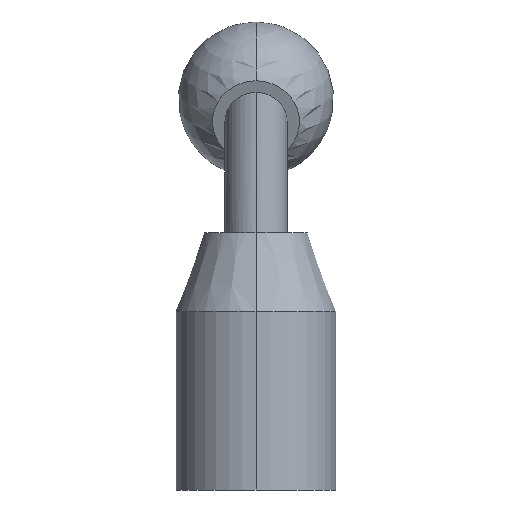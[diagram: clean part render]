
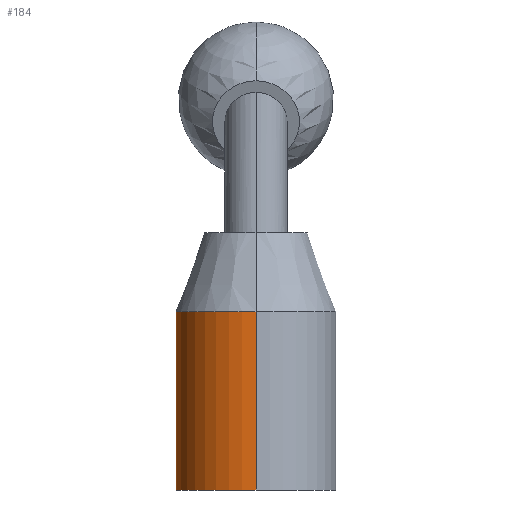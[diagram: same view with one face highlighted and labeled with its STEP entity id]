
A CAD part, left-side view. The second image highlights one B-rep face of the part: STEP entity #184.
In plain terms, the highlighted cylindrical face has radius 18 mm (diameter 36 mm), a partial arc.
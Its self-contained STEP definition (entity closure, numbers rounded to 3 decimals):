
#162=EDGE_CURVE('',#266,#254,#378,.T.);
#166=EDGE_CURVE('',#270,#288,#384,.T.);
#184=ADVANCED_FACE('',(#404),#405,.T.);
#194=EDGE_CURVE('',#254,#270,#417,.T.);
#212=EDGE_CURVE('',#266,#288,#437,.T.);
#254=VERTEX_POINT('',#482);
#266=VERTEX_POINT('',#494);
#270=VERTEX_POINT('',#498);
#288=VERTEX_POINT('',#517);
#378=LINE('',#615,#616);
#384=LINE('',#623,#624);
#404=FACE_OUTER_BOUND('',#650,.T.);
#405=CYLINDRICAL_SURFACE('',#651,18.0);
#417=CIRCLE('',#683,18.0);
#437=CIRCLE('',#710,18.0);
#482=CARTESIAN_POINT('',(18.0,0.0,40.146));
#494=CARTESIAN_POINT('',(18.0,0.0,0.0));
#498=CARTESIAN_POINT('',(-18.0,0.,40.146));
#517=CARTESIAN_POINT('',(-18.0,0.,0.0));
#615=CARTESIAN_POINT('',(18.0,0.,20.073));
#616=VECTOR('',#972,1.0);
#623=CARTESIAN_POINT('',(-18.0,0.,20.073));
#624=VECTOR('',#981,1.0);
#650=EDGE_LOOP('',(#1012,#1013,#1014,#1015));
#651=AXIS2_PLACEMENT_3D('',#1016,#1017,#1018);
#683=AXIS2_PLACEMENT_3D('',#1041,#1042,#1043);
#710=AXIS2_PLACEMENT_3D('',#1074,#1075,#1076);
#972=DIRECTION('',(0.0,0.0,1.0));
#981=DIRECTION('',(-0.0,-0.0,-1.0));
#1012=ORIENTED_EDGE('',*,*,#162,.F.);
#1013=ORIENTED_EDGE('',*,*,#212,.T.);
#1014=ORIENTED_EDGE('',*,*,#166,.F.);
#1015=ORIENTED_EDGE('',*,*,#194,.F.);
#1016=CARTESIAN_POINT('',(0.0,0.0,20.073));
#1017=DIRECTION('',(-0.0,-0.0,-1.0));
#1018=DIRECTION('',(1.0,0.0,0.0));
#1041=CARTESIAN_POINT('',(0.0,0.0,40.146));
#1042=DIRECTION('',(0.0,0.0,1.0));
#1043=DIRECTION('',(1.0,0.0,0.0));
#1074=CARTESIAN_POINT('',(0.0,0.0,0.0));
#1075=DIRECTION('',(0.0,0.0,1.0));
#1076=DIRECTION('',(1.0,0.0,0.0));
